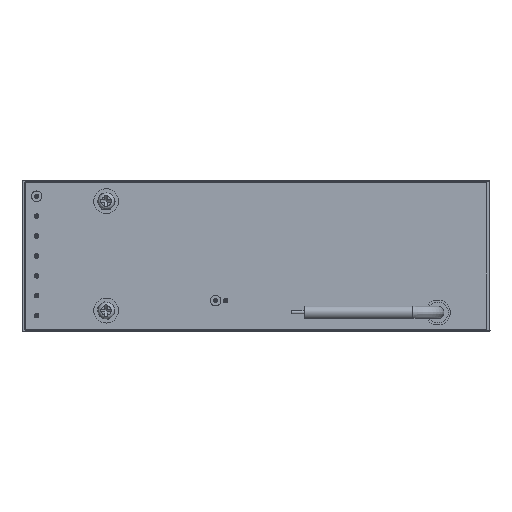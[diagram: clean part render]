
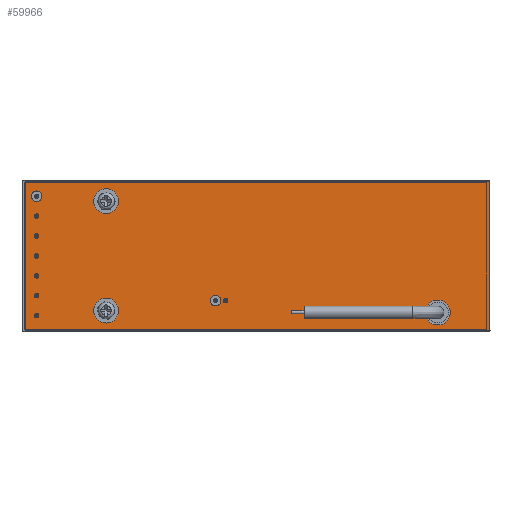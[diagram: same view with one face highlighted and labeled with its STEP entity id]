
A CAD part, top view. The second image highlights one B-rep face of the part: STEP entity #59966.
In plain terms, the highlighted planar face has unit normal (0, 0, 1).
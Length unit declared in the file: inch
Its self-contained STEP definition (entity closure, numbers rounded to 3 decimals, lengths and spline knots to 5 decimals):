
#59542=CARTESIAN_POINT('',(1.94773,-0.5697,0.764));
#59543=VERTEX_POINT('',#59542);
#59544=CARTESIAN_POINT('',(1.82273,-0.56973,0.764));
#59545=DIRECTION('',(0.,0.,-1.0));
#59546=DIRECTION('',(1.,0.,0.));
#59547=AXIS2_PLACEMENT_3D('',#59544,#59545,#59546);
#59548=CIRCLE('',#59547,0.125);
#59549=EDGE_CURVE('',#59543,#59543,#59548,.T.);
#59562=CARTESIAN_POINT('',(-1.38728,-0.55034,0.764));
#59563=VERTEX_POINT('',#59562);
#59564=CARTESIAN_POINT('',(-1.51228,-0.55037,0.764));
#59565=DIRECTION('',(0.,0.,-1.0));
#59566=DIRECTION('',(1.,0.,0.));
#59567=AXIS2_PLACEMENT_3D('',#59564,#59565,#59566);
#59568=CIRCLE('',#59567,0.125);
#59569=EDGE_CURVE('',#59563,#59563,#59568,.T.);
#59582=CARTESIAN_POINT('',(-1.38749,0.54966,0.764));
#59583=VERTEX_POINT('',#59582);
#59584=CARTESIAN_POINT('',(-1.51249,0.54963,0.764));
#59585=DIRECTION('',(0.,0.,-1.0));
#59586=DIRECTION('',(1.,0.,0.));
#59587=AXIS2_PLACEMENT_3D('',#59584,#59585,#59586);
#59588=CIRCLE('',#59587,0.125);
#59589=EDGE_CURVE('',#59583,#59583,#59588,.T.);
#59602=CARTESIAN_POINT('',(-0.3593,-0.45015,0.764));
#59603=VERTEX_POINT('',#59602);
#59604=CARTESIAN_POINT('',(-0.4123,-0.45016,0.764));
#59605=DIRECTION('',(0.,0.,-1.0));
#59606=DIRECTION('',(1.,0.,0.));
#59607=AXIS2_PLACEMENT_3D('',#59604,#59605,#59606);
#59608=CIRCLE('',#59607,0.053);
#59609=EDGE_CURVE('',#59603,#59603,#59608,.T.);
#59622=CARTESIAN_POINT('',(-2.1595,0.59951,0.764));
#59623=VERTEX_POINT('',#59622);
#59624=CARTESIAN_POINT('',(-2.2125,0.5995,0.764));
#59625=DIRECTION('',(0.,0.,-1.0));
#59626=DIRECTION('',(1.,0.,0.));
#59627=AXIS2_PLACEMENT_3D('',#59624,#59625,#59626);
#59628=CIRCLE('',#59627,0.053);
#59629=EDGE_CURVE('',#59623,#59623,#59628,.T.);
#59642=CARTESIAN_POINT('',(-2.18946,0.3995,0.764));
#59643=VERTEX_POINT('',#59642);
#59644=CARTESIAN_POINT('',(-2.21246,0.3995,0.764));
#59645=DIRECTION('',(0.,0.,-1.0));
#59646=DIRECTION('',(1.,0.,0.));
#59647=AXIS2_PLACEMENT_3D('',#59644,#59645,#59646);
#59648=CIRCLE('',#59647,0.023);
#59649=EDGE_CURVE('',#59643,#59643,#59648,.T.);
#59662=CARTESIAN_POINT('',(-2.18942,0.1995,0.764));
#59663=VERTEX_POINT('',#59662);
#59664=CARTESIAN_POINT('',(-2.21242,0.1995,0.764));
#59665=DIRECTION('',(0.,0.,-1.0));
#59666=DIRECTION('',(1.,0.,0.));
#59667=AXIS2_PLACEMENT_3D('',#59664,#59665,#59666);
#59668=CIRCLE('',#59667,0.023);
#59669=EDGE_CURVE('',#59663,#59663,#59668,.T.);
#59682=CARTESIAN_POINT('',(-2.18938,-0.0005,0.764));
#59683=VERTEX_POINT('',#59682);
#59684=CARTESIAN_POINT('',(-2.21238,-0.0005,0.764));
#59685=DIRECTION('',(0.,0.,-1.0));
#59686=DIRECTION('',(1.,0.,0.));
#59687=AXIS2_PLACEMENT_3D('',#59684,#59685,#59686);
#59688=CIRCLE('',#59687,0.023);
#59689=EDGE_CURVE('',#59683,#59683,#59688,.T.);
#59702=CARTESIAN_POINT('',(-2.18935,-0.2005,0.764));
#59703=VERTEX_POINT('',#59702);
#59704=CARTESIAN_POINT('',(-2.21235,-0.2005,0.764));
#59705=DIRECTION('',(0.,0.,-1.0));
#59706=DIRECTION('',(1.,0.,0.));
#59707=AXIS2_PLACEMENT_3D('',#59704,#59705,#59706);
#59708=CIRCLE('',#59707,0.023);
#59709=EDGE_CURVE('',#59703,#59703,#59708,.T.);
#59722=CARTESIAN_POINT('',(-2.18931,-0.4005,0.764));
#59723=VERTEX_POINT('',#59722);
#59724=CARTESIAN_POINT('',(-2.21231,-0.4005,0.764));
#59725=DIRECTION('',(0.,0.,-1.0));
#59726=DIRECTION('',(1.,0.,0.));
#59727=AXIS2_PLACEMENT_3D('',#59724,#59725,#59726);
#59728=CIRCLE('',#59727,0.023);
#59729=EDGE_CURVE('',#59723,#59723,#59728,.T.);
#59742=CARTESIAN_POINT('',(-0.2893,-0.45013,0.764));
#59743=VERTEX_POINT('',#59742);
#59744=CARTESIAN_POINT('',(-0.3123,-0.45014,0.764));
#59745=DIRECTION('',(0.,0.,-1.0));
#59746=DIRECTION('',(1.,0.,0.));
#59747=AXIS2_PLACEMENT_3D('',#59744,#59745,#59746);
#59748=CIRCLE('',#59747,0.023);
#59749=EDGE_CURVE('',#59743,#59743,#59748,.T.);
#59762=CARTESIAN_POINT('',(-2.18927,-0.6005,0.764));
#59763=VERTEX_POINT('',#59762);
#59764=CARTESIAN_POINT('',(-2.21227,-0.6005,0.764));
#59765=DIRECTION('',(0.,0.,-1.0));
#59766=DIRECTION('',(1.,0.,0.));
#59767=AXIS2_PLACEMENT_3D('',#59764,#59765,#59766);
#59768=CIRCLE('',#59767,0.023);
#59769=EDGE_CURVE('',#59763,#59763,#59768,.T.);
#59779=CARTESIAN_POINT('',(-2.32224,-0.75052,0.764));
#59780=VERTEX_POINT('',#59779);
#59781=CARTESIAN_POINT('',(-2.32253,0.74948,0.764));
#59782=VERTEX_POINT('',#59781);
#59783=CARTESIAN_POINT('',(-2.32224,-0.75052,0.764));
#59784=DIRECTION('',(0.,1.,0.));
#59785=VECTOR('',#59784,1.5);
#59786=LINE('',#59783,#59785);
#59787=EDGE_CURVE('',#59780,#59782,#59786,.T.);
#59810=CARTESIAN_POINT('',(2.34747,0.75037,0.764));
#59811=VERTEX_POINT('',#59810);
#59812=CARTESIAN_POINT('',(-2.32253,0.74948,0.764));
#59813=DIRECTION('',(1.,0.,0.0));
#59814=VECTOR('',#59813,4.67);
#59815=LINE('',#59812,#59814);
#59816=EDGE_CURVE('',#59782,#59811,#59815,.T.);
#59851=CARTESIAN_POINT('',(2.34776,-0.74963,0.764));
#59852=VERTEX_POINT('',#59851);
#59853=CARTESIAN_POINT('',(2.34747,0.75037,0.764));
#59854=DIRECTION('',(0.,-1.,0.));
#59855=VECTOR('',#59854,1.5);
#59856=LINE('',#59853,#59855);
#59857=EDGE_CURVE('',#59811,#59852,#59856,.T.);
#59875=CARTESIAN_POINT('',(2.34776,-0.74963,0.764));
#59876=DIRECTION('',(-1.,0.,0.0));
#59877=VECTOR('',#59876,4.67);
#59878=LINE('',#59875,#59877);
#59879=EDGE_CURVE('',#59852,#59780,#59878,.T.);
#59919=CARTESIAN_POINT('',(0.01262,-0.00007,0.764));
#59920=DIRECTION('',(0.0,0.0,1.0));
#59921=DIRECTION('',(1.,0.,0.0));
#59922=AXIS2_PLACEMENT_3D('',#59919,#59920,#59921);
#59923=PLANE('',#59922);
#59924=ORIENTED_EDGE('',*,*,#59787,.F.);
#59925=ORIENTED_EDGE('',*,*,#59879,.F.);
#59926=ORIENTED_EDGE('',*,*,#59857,.F.);
#59927=ORIENTED_EDGE('',*,*,#59816,.F.);
#59928=EDGE_LOOP('',(#59924,#59925,#59926,#59927));
#59929=FACE_OUTER_BOUND('',#59928,.T.);
#59930=ORIENTED_EDGE('',*,*,#59549,.T.);
#59931=EDGE_LOOP('',(#59930));
#59932=FACE_BOUND('',#59931,.T.);
#59933=ORIENTED_EDGE('',*,*,#59569,.T.);
#59934=EDGE_LOOP('',(#59933));
#59935=FACE_BOUND('',#59934,.T.);
#59936=ORIENTED_EDGE('',*,*,#59589,.T.);
#59937=EDGE_LOOP('',(#59936));
#59938=FACE_BOUND('',#59937,.T.);
#59939=ORIENTED_EDGE('',*,*,#59609,.T.);
#59940=EDGE_LOOP('',(#59939));
#59941=FACE_BOUND('',#59940,.T.);
#59942=ORIENTED_EDGE('',*,*,#59629,.T.);
#59943=EDGE_LOOP('',(#59942));
#59944=FACE_BOUND('',#59943,.T.);
#59945=ORIENTED_EDGE('',*,*,#59649,.T.);
#59946=EDGE_LOOP('',(#59945));
#59947=FACE_BOUND('',#59946,.T.);
#59948=ORIENTED_EDGE('',*,*,#59669,.T.);
#59949=EDGE_LOOP('',(#59948));
#59950=FACE_BOUND('',#59949,.T.);
#59951=ORIENTED_EDGE('',*,*,#59689,.T.);
#59952=EDGE_LOOP('',(#59951));
#59953=FACE_BOUND('',#59952,.T.);
#59954=ORIENTED_EDGE('',*,*,#59709,.T.);
#59955=EDGE_LOOP('',(#59954));
#59956=FACE_BOUND('',#59955,.T.);
#59957=ORIENTED_EDGE('',*,*,#59729,.T.);
#59958=EDGE_LOOP('',(#59957));
#59959=FACE_BOUND('',#59958,.T.);
#59960=ORIENTED_EDGE('',*,*,#59749,.T.);
#59961=EDGE_LOOP('',(#59960));
#59962=FACE_BOUND('',#59961,.T.);
#59963=ORIENTED_EDGE('',*,*,#59769,.T.);
#59964=EDGE_LOOP('',(#59963));
#59965=FACE_BOUND('',#59964,.T.);
#59966=ADVANCED_FACE('',(#59929,#59932,#59935,#59938,#59941,#59944,#59947,#59950,#59953,#59956,#59959,#59962,#59965),#59923,.T.);
